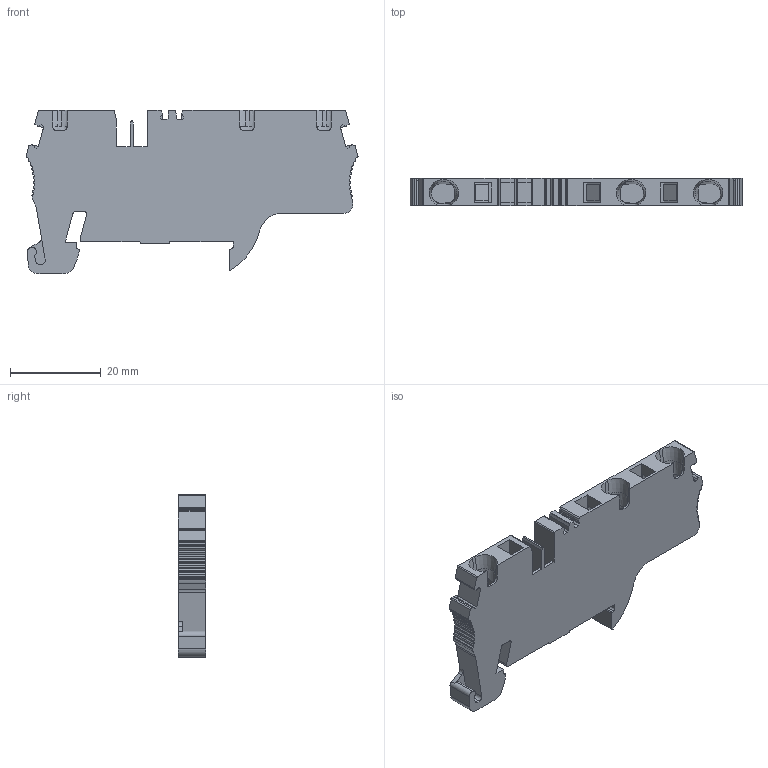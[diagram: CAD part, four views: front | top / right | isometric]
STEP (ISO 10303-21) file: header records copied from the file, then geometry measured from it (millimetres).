
FILE_DESCRIPTION(/* description */ ('Unknown'),/* implementation_level */ '2;1');
FILE_NAME(/* name */ 'SGQ4-1X2_3D_SOLID_MODEL',/* time_stamp */ '2021-05-03T15:24:02+06:00',/* author */ ('Unknown'),/* organization */ ('Unknown'),/* preprocessor_version */ 'ST-DEVELOPER v16.7',/* originating_system */ 'DEX',/* authorisation */ $);
FILE_SCHEMA (('AUTOMOTIVE_DESIGN { 1 0 10303 214 3 1 1 }','AUTOMOTIVE_DESIGN {1 0 10303 214 3 1 1}'));
Length unit declared in the file: millimetre
Products named in the file (1): SGQ4-1X2_3D_SOLID_MODEL
Bounding box: 73.24 x 6 x 36 mm (x, y, z)
Volume: 9765.4 mm3; surface area: 6888.3 mm2
Topology: 1 solids, 1 shells, 308 faces, 947 edges, 644 vertices
Faces by surface type: plane 155, cylinder 138, bspline 9, cone 6
Entity records: 11312 total; most frequent: CARTESIAN_POINT 2590, ORIENTED_EDGE 1886, DIRECTION 1831, EDGE_CURVE 943, VERTEX_POINT 643, AXIS2_PLACEMENT_3D 633, LINE 565, VECTOR 565
